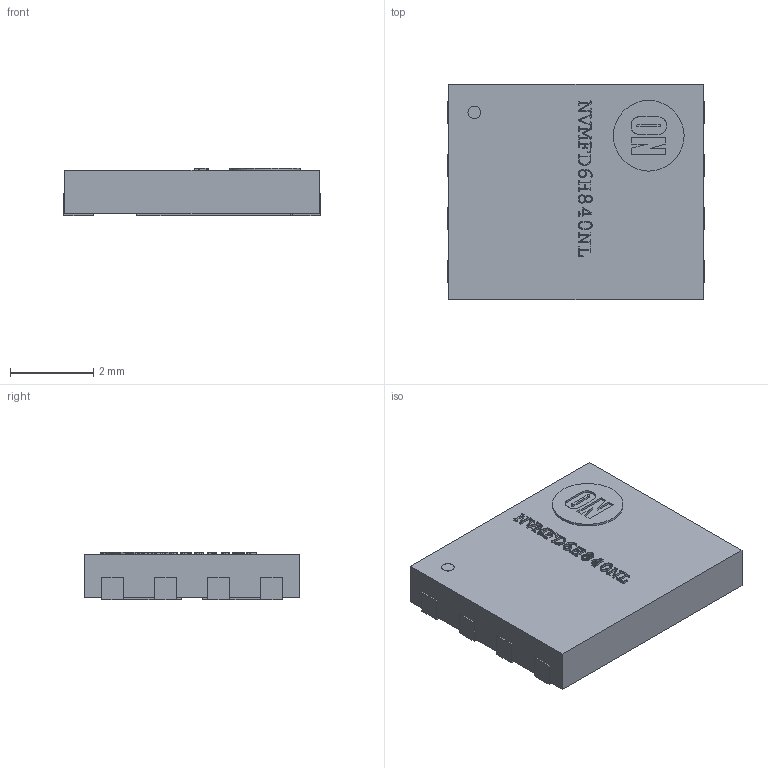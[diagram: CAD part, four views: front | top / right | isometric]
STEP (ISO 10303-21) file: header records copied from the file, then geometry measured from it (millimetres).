
FILE_DESCRIPTION(/* description */ ('STEP AP214'),/* implementation_level */ '2;1');
FILE_NAME(/* name */ 'METUPowerLab_Transistors_MOSFETs_8-PowerTDFN(5x6mm)Dual_NVMFD6H840NL_.step',/* time_stamp */ '2025-05-16T17:47:32+03:00',/* author */ (''),/* organization */ (''),/* preprocessor_version */ 'ST-DEVELOPER v20.1',/* originating_system */ 'Autodesk Translation Framework v14.4.0.0',/* authorisation */ '');
FILE_SCHEMA (('AUTOMOTIVE_DESIGN { 1 0 10303 214 3 1 1 }'));
Length unit declared in the file: millimetre
Products named in the file (1): product
Bounding box: 6.15 x 5.16 x 1.14 mm (x, y, z)
Volume: 35.1 mm3; surface area: 134 mm2
Topology: 12 solids, 12 shells, 551 faces, 1515 edges, 1010 vertices
Faces by surface type: bspline 306, plane 243, cylinder 2
Full cylindrical faces by diameter (mm): 0.305 x1, 1.693 x1
Entity records: 20166 total; most frequent: CARTESIAN_POINT 8183, ORIENTED_EDGE 3030, EDGE_CURVE 1515, DIRECTION 1399, VERTEX_POINT 1010, LINE 899, VECTOR 899, EDGE_LOOP 573
